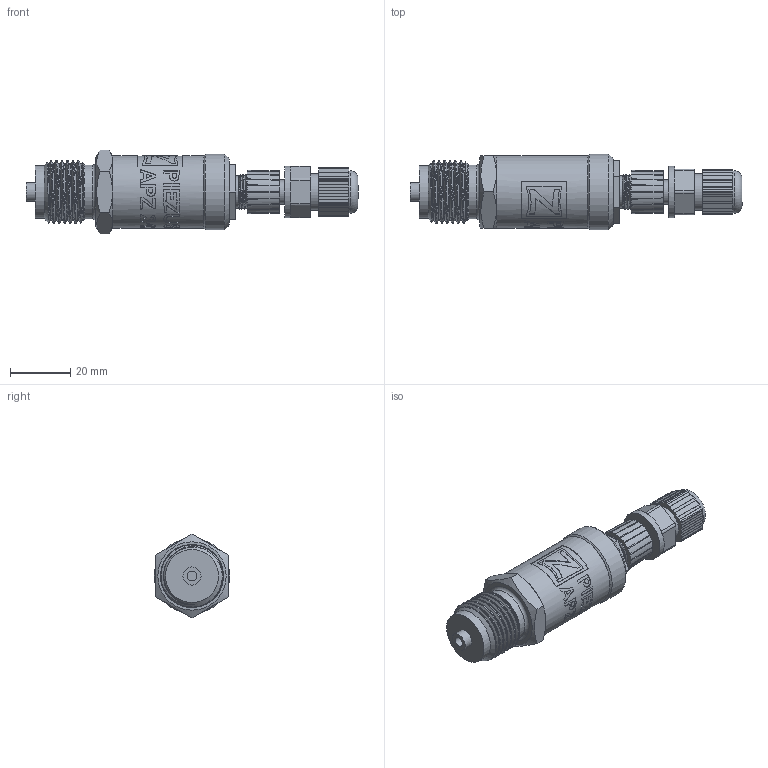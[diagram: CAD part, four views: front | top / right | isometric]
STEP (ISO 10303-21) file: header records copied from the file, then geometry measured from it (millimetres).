
FILE_DESCRIPTION(/* description */ (''),/* implementation_level */ '2;1');
FILE_NAME(/* name */ 'APZ2422_G1''2EN_M12x1-straight.step',/* time_stamp */ '2021-07-16T16:36:41+03:00',/* author */ (''),/* organization */ (''),/* preprocessor_version */ 'ST-DEVELOPER v18.1',/* originating_system */ 'Autodesk Translation Framework v10.9.0.1377',/* authorisation */ '');
FILE_SCHEMA (('AUTOMOTIVE_DESIGN { 1 0 10303 214 3 1 1 }'));
Products named in the file (6): АПЗ 2422 - filled m20 and g1\2; G1/2 EN; Адаптер М12х1; M12x1 assembly v4; M12x1 female straight v9; M12x1 male v16
Assembly tree (5 placements, depth 3):
  АПЗ 2422 - filled m20 and g1\2
    G1/2 EN
    Адаптер М12х1
    M12x1 assembly v4
      M12x1 female straight v9
      M12x1 male v16
Bounding box: 109.8 x 25 x 27.71 mm (x, y, z)
Volume: 33393.8 mm3; surface area: 14936.4 mm2
Topology: 15 solids, 15 shells, 765 faces, 2067 edges, 1369 vertices
Faces by surface type: bspline 339, plane 254, cylinder 129, cone 37, torus 6
Full cylindrical faces by diameter (mm): 1 x12, 1.5 x4, 3.3 x1, 6 x1, 7.3 x1, 8 x3, 8.2 x1, 10.293 x1, 10.6 x2, 10.741 x6, 11.884 x5, 12 x1, 14 x2, 14.137 x4, 14.526 x7, 15.85 x3, 16.203 x8, 17 x1, 17.5 x1, 17.8 x1, 18.631 x6, 22.15 x2, 22.65 x4, 24 x1, 25 x1
Entity records: 40205 total; most frequent: CARTESIAN_POINT 23160, ORIENTED_EDGE 4134, DIRECTION 2377, EDGE_CURVE 2067, VERTEX_POINT 1369, LINE 951, VECTOR 951, B_SPLINE_CURVE_WITH_KNOTS 827
